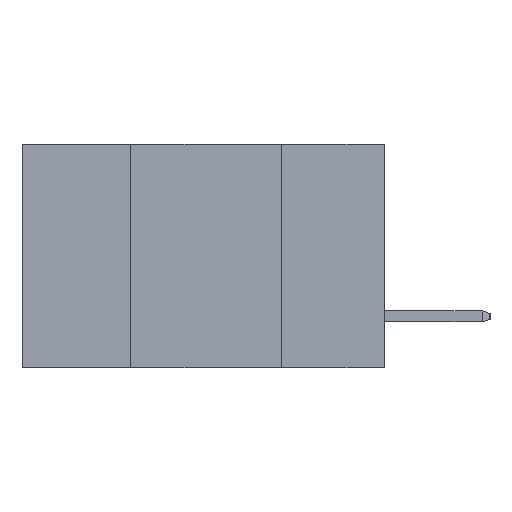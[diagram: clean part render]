
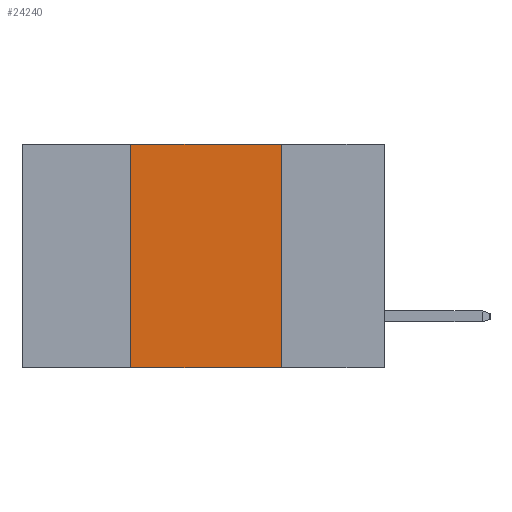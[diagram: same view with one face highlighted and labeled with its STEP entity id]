
A CAD part, left-side view. The second image highlights one B-rep face of the part: STEP entity #24240.
In plain terms, the highlighted planar face has unit normal (-1, 0, 0).
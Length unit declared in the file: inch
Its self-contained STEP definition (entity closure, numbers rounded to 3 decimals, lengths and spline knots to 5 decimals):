
#60 = CARTESIAN_POINT ( 'NONE',  ( 0., 0.42, 0. ) ) ;
#189 = DIRECTION ( 'NONE',  ( 1., 0., 0. ) ) ;
#247 = DIRECTION ( 'NONE',  ( 0., 0., 1. ) ) ;
#440 = AXIS2_PLACEMENT_3D ( 'NONE', #13313, #189, #15516 ) ;
#1236 = EDGE_LOOP ( 'NONE', ( #14892, #3596, #13482, #13025 ) ) ;
#1436 = EDGE_CURVE ( 'NONE', #27329, #8189, #22584, .T. ) ;
#2348 = EDGE_CURVE ( 'NONE', #27329, #20509, #27666, .T. ) ;
#3548 = VECTOR ( 'NONE', #15614, 39.37008 ) ;
#3596 = ORIENTED_EDGE ( 'NONE', *, *, #13125, .F. ) ;
#4874 = CARTESIAN_POINT ( 'NONE',  ( 0., 0.42, 0. ) ) ;
#5535 = LINE ( 'NONE', #18611, #27389 ) ;
#7768 = DIRECTION ( 'NONE',  ( 0., 0., -1. ) ) ;
#8189 = VERTEX_POINT ( 'NONE', #18958 ) ;
#8913 = PLANE ( 'NONE',  #440 ) ;
#9363 = CARTESIAN_POINT ( 'NONE',  ( 0., 0.17, 0. ) ) ;
#10670 = FACE_OUTER_BOUND ( 'NONE', #1236, .T. ) ;
#13025 = ORIENTED_EDGE ( 'NONE', *, *, #1436, .T. ) ;
#13125 = EDGE_CURVE ( 'NONE', #20509, #13241, #26807, .T. ) ;
#13241 = VERTEX_POINT ( 'NONE', #9363 ) ;
#13313 = CARTESIAN_POINT ( 'NONE',  ( 0., 0.6, 0. ) ) ;
#13482 = ORIENTED_EDGE ( 'NONE', *, *, #2348, .F. ) ;
#14892 = ORIENTED_EDGE ( 'NONE', *, *, #21922, .F. ) ;
#15371 = VECTOR ( 'NONE', #247, 39.37008 ) ;
#15516 = DIRECTION ( 'NONE',  ( 0., 0., -1. ) ) ;
#15614 = DIRECTION ( 'NONE',  ( 0., -1., 0. ) ) ;
#17449 = VECTOR ( 'NONE', #20679, 39.37008 ) ;
#18611 = CARTESIAN_POINT ( 'NONE',  ( 0., 0.17, 0. ) ) ;
#18958 = CARTESIAN_POINT ( 'NONE',  ( 0., 0.17, -0.37 ) ) ;
#20509 = VERTEX_POINT ( 'NONE', #4874 ) ;
#20602 = CARTESIAN_POINT ( 'NONE',  ( 0., 0.42, -0.37 ) ) ;
#20679 = DIRECTION ( 'NONE',  ( 0., -1., 0. ) ) ;
#20686 = CARTESIAN_POINT ( 'NONE',  ( 0., 0.6, -0.37 ) ) ;
#21922 = EDGE_CURVE ( 'NONE', #13241, #8189, #5535, .T. ) ;
#22584 = LINE ( 'NONE', #20686, #17449 ) ;
#24240 = ADVANCED_FACE ( 'NONE', ( #10670 ), #8913, .F. ) ;
#26515 = CARTESIAN_POINT ( 'NONE',  ( 0., 0.6, 0. ) ) ;
#26807 = LINE ( 'NONE', #26515, #3548 ) ;
#27329 = VERTEX_POINT ( 'NONE', #20602 ) ;
#27389 = VECTOR ( 'NONE', #7768, 39.37008 ) ;
#27666 = LINE ( 'NONE', #60, #15371 ) ;
